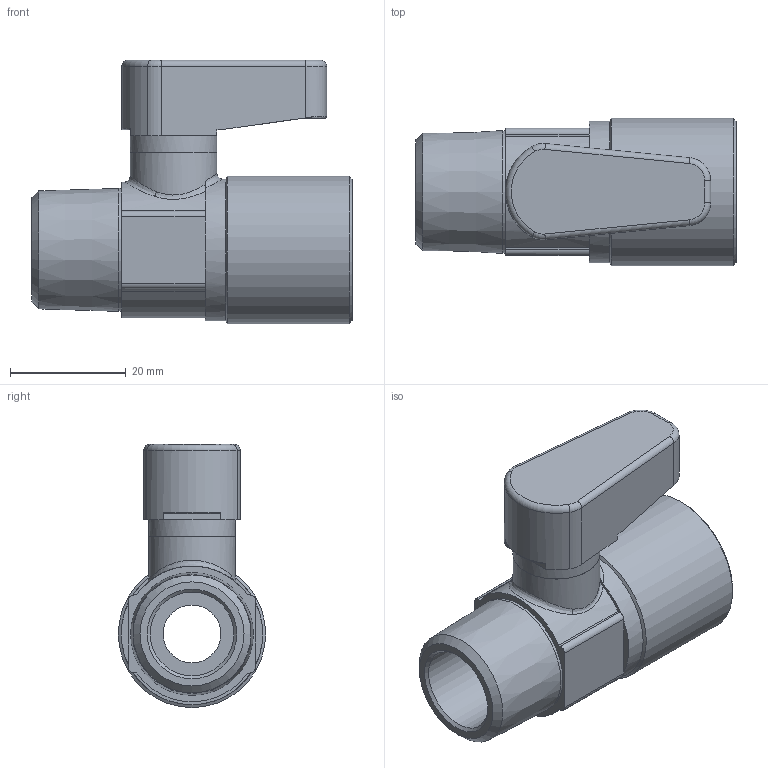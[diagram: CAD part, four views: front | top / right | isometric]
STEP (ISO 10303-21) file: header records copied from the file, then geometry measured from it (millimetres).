
FILE_DESCRIPTION(( 'MV.36V.12.12.STP' ), '1');
FILE_NAME( 'MV.36V.12.12.STP', '2018-10-05T11:27:45',( 'Sopra'),('sopra-pneumatic.com'), 'SwSTEP 2.0','SolidWorks 2009','' );
FILE_SCHEMA (('AUTOMOTIVE_DESIGN { 1 0 10303 214 1 1 1 1 }'));
Length unit declared in the file: millimetre
Products named in the file (3): Root; ROTATIONSTEIL_0; TRANSLATIONSTEIL_0
Assembly tree (2 placements, depth 2):
  Root
    ROTATIONSTEIL_0
    TRANSLATIONSTEIL_0
Bounding box: 55.4 x 25.5 x 45.55 mm (x, y, z)
Volume: 22968.4 mm3; surface area: 9587.9 mm2
Topology: 2 solids, 2 shells, 76 faces, 187 edges, 118 vertices
Faces by surface type: plane 33, cylinder 26, torus 7, cone 6, bspline 4
Full cylindrical faces by diameter (mm): 10 x1, 14.5 x1, 15 x2, 18.631 x1, 21.267 x1, 24.5 x1, 25.5 x1
Entity records: 4573 total; most frequent: CARTESIAN_POINT 1161, DIRECTION 373, PRESENTATION_STYLE_ASSIGNMENT 336, COLOUR_RGB 336, DRAUGHTING_PRE_DEFINED_CURVE_FONT 334, CURVE_STYLE 334, OVER_RIDING_STYLED_ITEM 334, ORIENTED_EDGE 334
